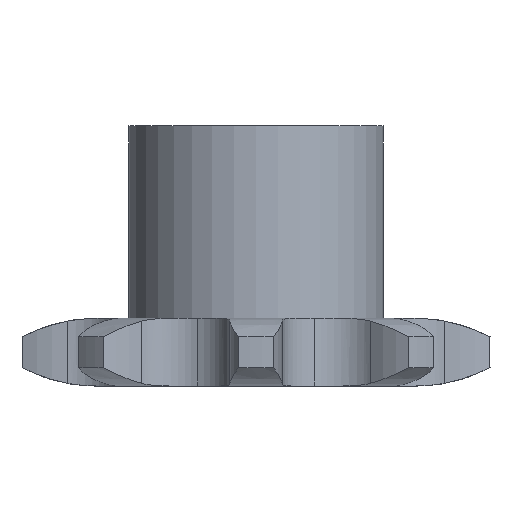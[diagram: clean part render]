
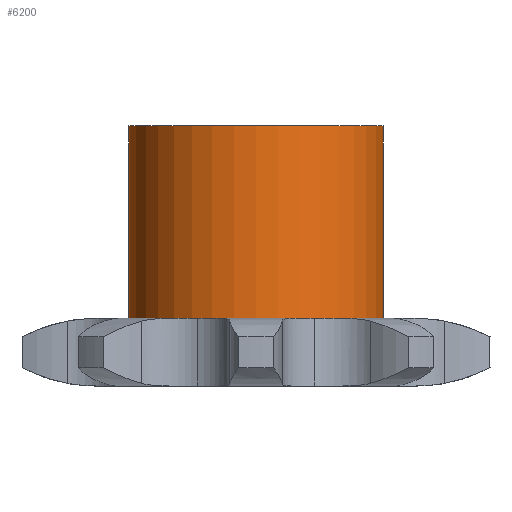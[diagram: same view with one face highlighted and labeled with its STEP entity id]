
A CAD part, front view. The second image highlights one B-rep face of the part: STEP entity #6200.
In plain terms, the highlighted cylindrical face has radius 4.9 mm (diameter 9.8 mm), a full revolution.
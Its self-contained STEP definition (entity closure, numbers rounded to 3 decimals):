
#236 = PLANE('',#237);
#237 = AXIS2_PLACEMENT_3D('',#238,#239,#240);
#238 = CARTESIAN_POINT('',(0.,0.,1.3));
#239 = DIRECTION('',(0.,0.,1.));
#240 = DIRECTION('',(0.,1.,0.));
#1919 = EDGE_CURVE('',#1920,#1920,#1922,.T.);
#1920 = VERTEX_POINT('',#1921);
#1921 = CARTESIAN_POINT('',(4.9,0.,1.3));
#1922 = SURFACE_CURVE('',#1923,(#1928,#1939),.PCURVE_S1.);
#1923 = CIRCLE('',#1924,4.9);
#1924 = AXIS2_PLACEMENT_3D('',#1925,#1926,#1927);
#1925 = CARTESIAN_POINT('',(0.,0.,1.3));
#1926 = DIRECTION('',(0.,0.,-1.));
#1927 = DIRECTION('',(1.,0.,0.));
#1928 = PCURVE('',#236,#1929);
#1929 = DEFINITIONAL_REPRESENTATION('',(#1930),#1938);
#1930 = ( BOUNDED_CURVE() B_SPLINE_CURVE(2,(#1931,#1932,#1933,#1934,
#1935,#1936,#1937),.UNSPECIFIED.,.T.,.F.) B_SPLINE_CURVE_WITH_KNOTS((1,2
    ,2,2,2,1),(-2.094,0.,2.094,4.189,
6.283,8.378),.UNSPECIFIED.) CURVE() 
GEOMETRIC_REPRESENTATION_ITEM() RATIONAL_B_SPLINE_CURVE((1.,0.5,1.,0.5,
1.,0.5,1.)) REPRESENTATION_ITEM('') );
#1931 = CARTESIAN_POINT('',(0.,-4.9));
#1932 = CARTESIAN_POINT('',(-8.487,-4.9));
#1933 = CARTESIAN_POINT('',(-4.244,2.45));
#1934 = CARTESIAN_POINT('',(0.,9.8));
#1935 = CARTESIAN_POINT('',(4.244,2.45));
#1936 = CARTESIAN_POINT('',(8.487,-4.9));
#1937 = CARTESIAN_POINT('',(0.,-4.9));
#1938 = ( GEOMETRIC_REPRESENTATION_CONTEXT(2) 
PARAMETRIC_REPRESENTATION_CONTEXT() REPRESENTATION_CONTEXT('2D SPACE',''
  ) );
#1939 = PCURVE('',#1940,#1945);
#1940 = CYLINDRICAL_SURFACE('',#1941,4.9);
#1941 = AXIS2_PLACEMENT_3D('',#1942,#1943,#1944);
#1942 = CARTESIAN_POINT('',(0.,0.,0.));
#1943 = DIRECTION('',(-0.,-0.,-1.));
#1944 = DIRECTION('',(1.,0.,0.));
#1945 = DEFINITIONAL_REPRESENTATION('',(#1946),#1950);
#1946 = LINE('',#1947,#1948);
#1947 = CARTESIAN_POINT('',(-6.283,-1.3));
#1948 = VECTOR('',#1949,1.);
#1949 = DIRECTION('',(1.,-0.));
#1950 = ( GEOMETRIC_REPRESENTATION_CONTEXT(2) 
PARAMETRIC_REPRESENTATION_CONTEXT() REPRESENTATION_CONTEXT('2D SPACE',''
  ) );
#5276 = PLANE('',#5277);
#5277 = AXIS2_PLACEMENT_3D('',#5278,#5279,#5280);
#5278 = CARTESIAN_POINT('',(0.,0.,8.7));
#5279 = DIRECTION('',(0.,0.,1.));
#5280 = DIRECTION('',(0.,-1.,0.));
#6200 = ADVANCED_FACE('',(#6201),#1940,.T.);
#6201 = FACE_BOUND('',#6202,.F.);
#6202 = EDGE_LOOP('',(#6203,#6204,#6227,#6249));
#6203 = ORIENTED_EDGE('',*,*,#1919,.T.);
#6204 = ORIENTED_EDGE('',*,*,#6205,.T.);
#6205 = EDGE_CURVE('',#1920,#6206,#6208,.T.);
#6206 = VERTEX_POINT('',#6207);
#6207 = CARTESIAN_POINT('',(4.9,0.,8.7));
#6208 = SEAM_CURVE('',#6209,(#6213,#6220),.PCURVE_S1.);
#6209 = LINE('',#6210,#6211);
#6210 = CARTESIAN_POINT('',(4.9,0.,0.));
#6211 = VECTOR('',#6212,1.);
#6212 = DIRECTION('',(0.,0.,1.));
#6213 = PCURVE('',#1940,#6214);
#6214 = DEFINITIONAL_REPRESENTATION('',(#6215),#6219);
#6215 = LINE('',#6216,#6217);
#6216 = CARTESIAN_POINT('',(-6.283,0.));
#6217 = VECTOR('',#6218,1.);
#6218 = DIRECTION('',(-0.,-1.));
#6219 = ( GEOMETRIC_REPRESENTATION_CONTEXT(2) 
PARAMETRIC_REPRESENTATION_CONTEXT() REPRESENTATION_CONTEXT('2D SPACE',''
  ) );
#6220 = PCURVE('',#1940,#6221);
#6221 = DEFINITIONAL_REPRESENTATION('',(#6222),#6226);
#6222 = LINE('',#6223,#6224);
#6223 = CARTESIAN_POINT('',(-0.,0.));
#6224 = VECTOR('',#6225,1.);
#6225 = DIRECTION('',(-0.,-1.));
#6226 = ( GEOMETRIC_REPRESENTATION_CONTEXT(2) 
PARAMETRIC_REPRESENTATION_CONTEXT() REPRESENTATION_CONTEXT('2D SPACE',''
  ) );
#6227 = ORIENTED_EDGE('',*,*,#6228,.T.);
#6228 = EDGE_CURVE('',#6206,#6206,#6229,.T.);
#6229 = SURFACE_CURVE('',#6230,(#6235,#6242),.PCURVE_S1.);
#6230 = CIRCLE('',#6231,4.9);
#6231 = AXIS2_PLACEMENT_3D('',#6232,#6233,#6234);
#6232 = CARTESIAN_POINT('',(0.,0.,8.7));
#6233 = DIRECTION('',(0.,0.,1.));
#6234 = DIRECTION('',(1.,0.,0.));
#6235 = PCURVE('',#1940,#6236);
#6236 = DEFINITIONAL_REPRESENTATION('',(#6237),#6241);
#6237 = LINE('',#6238,#6239);
#6238 = CARTESIAN_POINT('',(-0.,-8.7));
#6239 = VECTOR('',#6240,1.);
#6240 = DIRECTION('',(-1.,0.));
#6241 = ( GEOMETRIC_REPRESENTATION_CONTEXT(2) 
PARAMETRIC_REPRESENTATION_CONTEXT() REPRESENTATION_CONTEXT('2D SPACE',''
  ) );
#6242 = PCURVE('',#5276,#6243);
#6243 = DEFINITIONAL_REPRESENTATION('',(#6244),#6248);
#6244 = CIRCLE('',#6245,4.9);
#6245 = AXIS2_PLACEMENT_2D('',#6246,#6247);
#6246 = CARTESIAN_POINT('',(0.,0.));
#6247 = DIRECTION('',(0.,1.));
#6248 = ( GEOMETRIC_REPRESENTATION_CONTEXT(2) 
PARAMETRIC_REPRESENTATION_CONTEXT() REPRESENTATION_CONTEXT('2D SPACE',''
  ) );
#6249 = ORIENTED_EDGE('',*,*,#6205,.F.);
